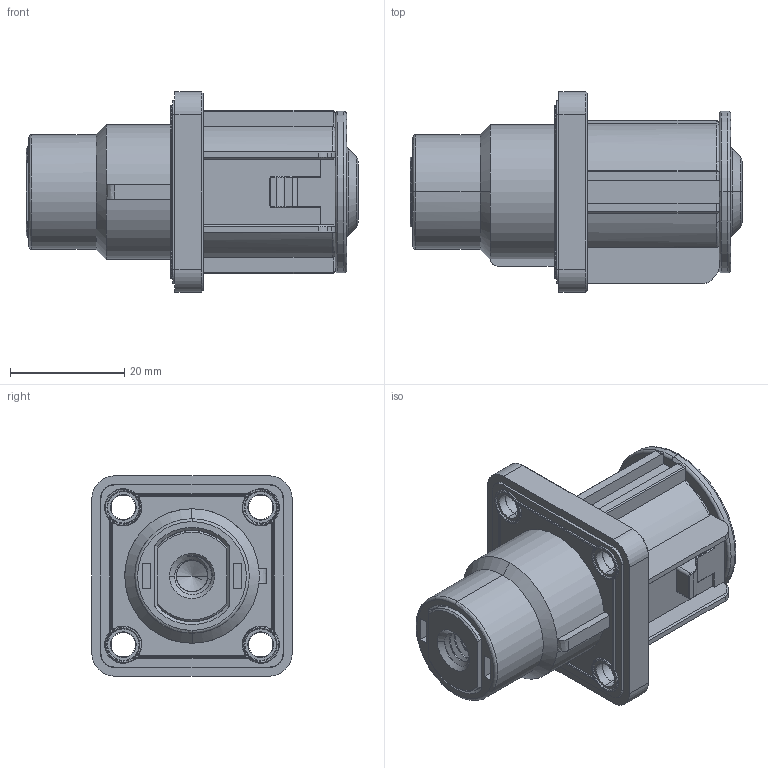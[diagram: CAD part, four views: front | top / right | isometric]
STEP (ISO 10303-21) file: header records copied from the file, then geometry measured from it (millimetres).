
FILE_DESCRIPTION((''),'2;1');
FILE_NAME('F_ASM_329_1_ASM','2020-07-01T',('gc004'),(''),'CREO PARAMETRIC BY PTC INC, 2014500','CREO PARAMETRIC BY PTC INC, 2014500','');
FILE_SCHEMA(('AUTOMOTIVE_DESIGN { 1 0 10303 214 1 1 1 1 }'));
Length unit declared in the file: millimetre
Products named in the file (4): F_BODY_243_1; DIANPIAO_31_1; F_JIAOSAI_57_1; F_ASM_329_1_ASM
Assembly tree (3 placements, depth 2):
  F_ASM_329_1_ASM
    F_BODY_243_1
    DIANPIAO_31_1
    F_JIAOSAI_57_1
Bounding box: 58 x 35 x 35 mm (x, y, z)
Volume: 20320.6 mm3; surface area: 18532.2 mm2
Topology: 3 solids, 3 shells, 765 faces, 2224 edges, 1468 vertices
Faces by surface type: plane 308, cylinder 188, cone 118, bspline 76, torus 75
Entity records: 38482 total; most frequent: CARTESIAN_POINT 12808, ORIENTED_EDGE 4440, DIRECTION 4027, EDGE_CURVE 2220, PRESENTATION_STYLE_ASSIGNMENT 1802, STYLED_ITEM 1802, CURVE_STYLE 1798, AXIS2_PLACEMENT_3D 1545
